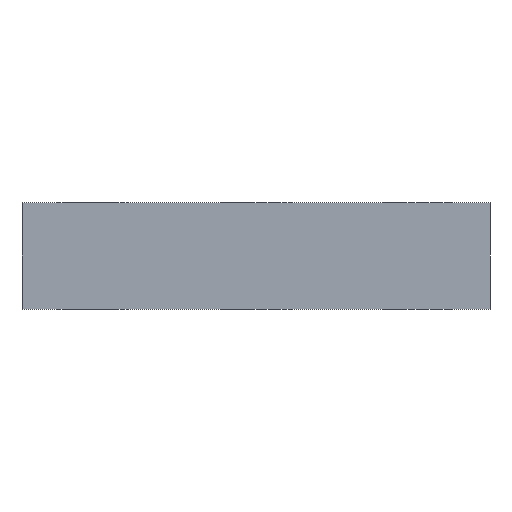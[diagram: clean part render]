
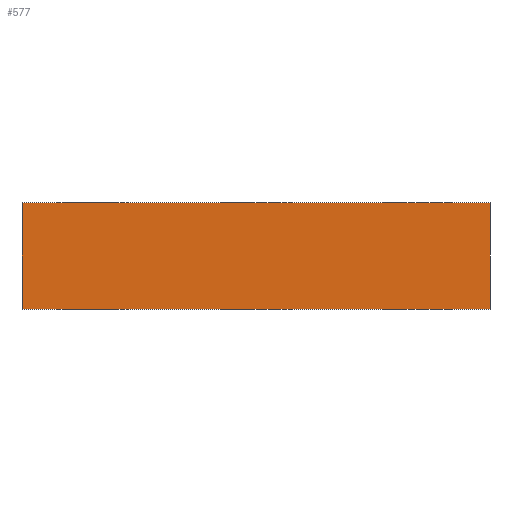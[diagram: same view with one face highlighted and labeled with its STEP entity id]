
A CAD part, front view. The second image highlights one B-rep face of the part: STEP entity #577.
In plain terms, the highlighted planar face has unit normal (0, -1, 0).
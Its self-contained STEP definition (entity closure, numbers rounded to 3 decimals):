
#2 = EDGE_CURVE ( 'NONE', #156, #594, #617, .T. ) ;
#6 = CARTESIAN_POINT ( 'NONE',  ( -66., 0., 15. ) ) ;
#7 = EDGE_CURVE ( 'NONE', #326, #524, #53, .T. ) ;
#21 = DIRECTION ( 'NONE',  ( 1., 0., 0. ) ) ;
#24 = DIRECTION ( 'NONE',  ( 0., 0., 1. ) ) ;
#53 = LINE ( 'NONE', #6, #247 ) ;
#125 = ORIENTED_EDGE ( 'NONE', *, *, #346, .F. ) ;
#127 = EDGE_CURVE ( 'NONE', #524, #594, #499, .T. ) ;
#138 = CARTESIAN_POINT ( 'NONE',  ( 0., 0., 15. ) ) ;
#156 = VERTEX_POINT ( 'NONE', #224 ) ;
#161 = AXIS2_PLACEMENT_3D ( 'NONE', #280, #217, #24 ) ;
#163 = VECTOR ( 'NONE', #305, 1000. ) ;
#187 = VECTOR ( 'NONE', #21, 1000. ) ;
#198 = ORIENTED_EDGE ( 'NONE', *, *, #127, .T. ) ;
#217 = DIRECTION ( 'NONE',  ( 0., 1., 0. ) ) ;
#224 = CARTESIAN_POINT ( 'NONE',  ( 0., 0., 15. ) ) ;
#247 = VECTOR ( 'NONE', #626, 1000. ) ;
#280 = CARTESIAN_POINT ( 'NONE',  ( 0., 0., 15. ) ) ;
#286 = CARTESIAN_POINT ( 'NONE',  ( -66., 0., 15. ) ) ;
#305 = DIRECTION ( 'NONE',  ( 1., 0., 0. ) ) ;
#326 = VERTEX_POINT ( 'NONE', #286 ) ;
#344 = CARTESIAN_POINT ( 'NONE',  ( -66., 0., 0. ) ) ;
#346 = EDGE_CURVE ( 'NONE', #326, #156, #350, .T. ) ;
#350 = LINE ( 'NONE', #732, #163 ) ;
#499 = LINE ( 'NONE', #516, #187 ) ;
#516 = CARTESIAN_POINT ( 'NONE',  ( 0., 0., 0. ) ) ;
#517 = PLANE ( 'NONE',  #161 ) ;
#523 = CARTESIAN_POINT ( 'NONE',  ( 0., 0., 0. ) ) ;
#524 = VERTEX_POINT ( 'NONE', #344 ) ;
#536 = VECTOR ( 'NONE', #563, 1000. ) ;
#563 = DIRECTION ( 'NONE',  ( 0., 0., -1. ) ) ;
#577 = ADVANCED_FACE ( 'NONE', ( #621 ), #517, .F. ) ;
#594 = VERTEX_POINT ( 'NONE', #523 ) ;
#617 = LINE ( 'NONE', #138, #536 ) ;
#621 = FACE_OUTER_BOUND ( 'NONE', #740, .T. ) ;
#626 = DIRECTION ( 'NONE',  ( 0., 0., -1. ) ) ;
#631 = ORIENTED_EDGE ( 'NONE', *, *, #2, .F. ) ;
#719 = ORIENTED_EDGE ( 'NONE', *, *, #7, .T. ) ;
#732 = CARTESIAN_POINT ( 'NONE',  ( 0., 0., 15. ) ) ;
#740 = EDGE_LOOP ( 'NONE', ( #198, #631, #125, #719 ) ) ;
